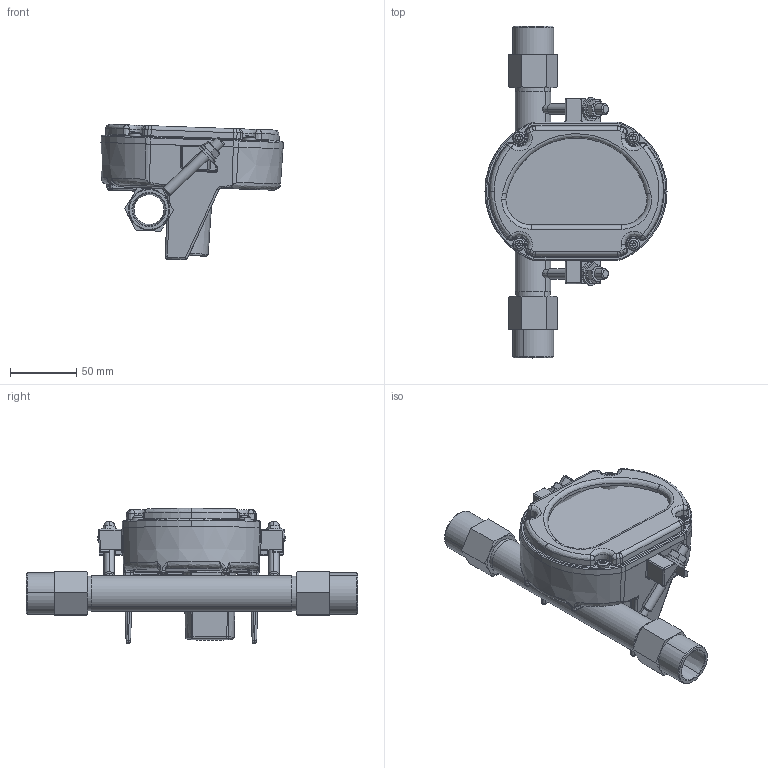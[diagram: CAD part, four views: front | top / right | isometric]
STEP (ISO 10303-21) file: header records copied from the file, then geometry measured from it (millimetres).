
FILE_DESCRIPTION (( 'STEP AP203' ), '1' );
FILE_NAME ('3809G-G-08-B-1-A-0.STEP', '2020-08-03T17:41:19', ( '' ), ( '' ), 'SwSTEP 2.0', 'SolidWorks 2019', '' );
FILE_SCHEMA (( 'CONFIG_CONTROL_DESIGN' ));
Length unit declared in the file: inch
Products named in the file (1): 3809G-G-08-B-1-A-0
Bounding box: 137.08 x 249.94 x 101.92 mm (x, y, z)
Surface area: 100346.6 mm2 (no closed solid volume)
Topology: 0 solids, 24 shells, 573 faces, 1604 edges, 1010 vertices
Faces by surface type: bspline 172, cylinder 158, plane 132, cone 107, torus 4
Entity records: 24150 total; most frequent: CARTESIAN_POINT 10995, ORIENTED_EDGE 2737, DIRECTION 2501, EDGE_CURVE 1573, VERTEX_POINT 1010, AXIS2_PLACEMENT_3D 948, VECTOR 605, LINE 605
